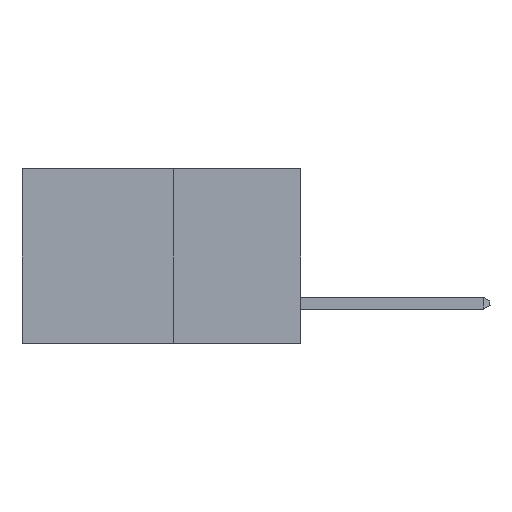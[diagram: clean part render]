
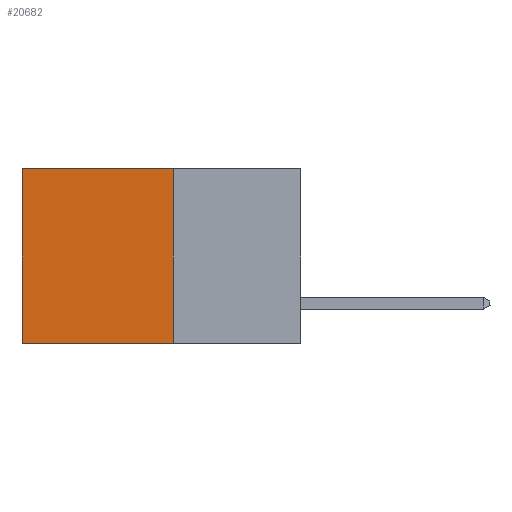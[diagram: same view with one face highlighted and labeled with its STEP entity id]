
A CAD part, left-side view. The second image highlights one B-rep face of the part: STEP entity #20682.
In plain terms, the highlighted planar face has unit normal (-1, 0, 0).
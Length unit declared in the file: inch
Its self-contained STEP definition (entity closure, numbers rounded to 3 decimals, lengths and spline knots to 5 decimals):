
#215 = LINE ( 'NONE', #18522, #9630 ) ;
#625 = CARTESIAN_POINT ( 'NONE',  ( 0.277, 0.27, -0.37 ) ) ;
#700 = DIRECTION ( 'NONE',  ( 0., 0., -1. ) ) ;
#3262 = VERTEX_POINT ( 'NONE', #4956 ) ;
#3755 = DIRECTION ( 'NONE',  ( 0., 1., 0. ) ) ;
#4956 = CARTESIAN_POINT ( 'NONE',  ( 0.277, 0.27, 0. ) ) ;
#6018 = PLANE ( 'NONE',  #13156 ) ;
#6474 = CARTESIAN_POINT ( 'NONE',  ( 0.277, 0.27, 0. ) ) ;
#7433 = EDGE_CURVE ( 'NONE', #3262, #10640, #18165, .T. ) ;
#7435 = VECTOR ( 'NONE', #7638, 39.37008 ) ;
#7638 = DIRECTION ( 'NONE',  ( 0., 0., -1. ) ) ;
#7899 = DIRECTION ( 'NONE',  ( 1., 0., 0. ) ) ;
#8299 = ORIENTED_EDGE ( 'NONE', *, *, #13969, .F. ) ;
#8886 = CARTESIAN_POINT ( 'NONE',  ( 0.277, 0.59, 0. ) ) ;
#9392 = CARTESIAN_POINT ( 'NONE',  ( 0.277, 0.59, -0.37 ) ) ;
#9550 = EDGE_LOOP ( 'NONE', ( #18530, #8299, #18004, #22746 ) ) ;
#9630 = VECTOR ( 'NONE', #3755, 39.37008 ) ;
#10161 = DIRECTION ( 'NONE',  ( 0., 1., 0. ) ) ;
#10183 = VECTOR ( 'NONE', #700, 39.37008 ) ;
#10215 = CARTESIAN_POINT ( 'NONE',  ( 0.277, 0.27, -0.37 ) ) ;
#10640 = VERTEX_POINT ( 'NONE', #10215 ) ;
#11686 = EDGE_CURVE ( 'NONE', #3262, #22212, #19188, .T. ) ;
#12268 = LINE ( 'NONE', #9392, #7435 ) ;
#13156 = AXIS2_PLACEMENT_3D ( 'NONE', #16985, #7899, #20643 ) ;
#13969 = EDGE_CURVE ( 'NONE', #10640, #18526, #215, .T. ) ;
#15405 = EDGE_CURVE ( 'NONE', #22212, #18526, #12268, .T. ) ;
#16775 = CARTESIAN_POINT ( 'NONE',  ( 0.277, 0.59, -0.37 ) ) ;
#16985 = CARTESIAN_POINT ( 'NONE',  ( 0.277, 0.27, -0.37 ) ) ;
#18004 = ORIENTED_EDGE ( 'NONE', *, *, #7433, .F. ) ;
#18165 = LINE ( 'NONE', #625, #10183 ) ;
#18522 = CARTESIAN_POINT ( 'NONE',  ( 0.277, 0.27, -0.37 ) ) ;
#18526 = VERTEX_POINT ( 'NONE', #16775 ) ;
#18530 = ORIENTED_EDGE ( 'NONE', *, *, #15405, .T. ) ;
#18602 = VECTOR ( 'NONE', #10161, 39.37008 ) ;
#19188 = LINE ( 'NONE', #6474, #18602 ) ;
#20643 = DIRECTION ( 'NONE',  ( 0., 0., -1. ) ) ;
#20682 = ADVANCED_FACE ( 'NONE', ( #22554 ), #6018, .F. ) ;
#22212 = VERTEX_POINT ( 'NONE', #8886 ) ;
#22554 = FACE_OUTER_BOUND ( 'NONE', #9550, .T. ) ;
#22746 = ORIENTED_EDGE ( 'NONE', *, *, #11686, .T. ) ;
